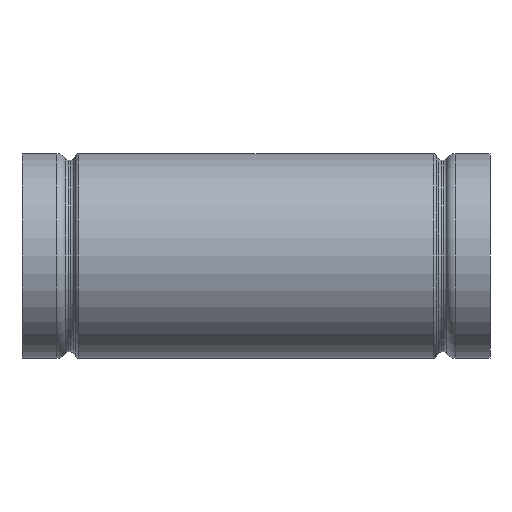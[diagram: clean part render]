
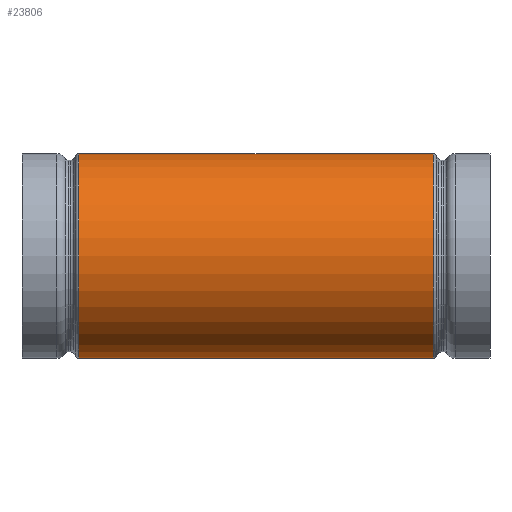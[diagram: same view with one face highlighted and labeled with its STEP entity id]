
A CAD part, front view. The second image highlights one B-rep face of the part: STEP entity #23806.
In plain terms, the highlighted cylindrical face has radius 44.45 mm (diameter 88.9 mm), a full revolution.
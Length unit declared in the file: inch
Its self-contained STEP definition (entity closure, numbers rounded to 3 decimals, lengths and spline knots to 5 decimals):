
#97 = EDGE_CURVE ( 'NONE', #18916, #18916, #17486, .T. ) ;
#832 = AXIS2_PLACEMENT_3D ( 'NONE', #18309, #26643, #14242 ) ;
#916 = CARTESIAN_POINT ( 'NONE',  ( -0.84132, 0.78523, 1.6307 ) ) ;
#1787 = CYLINDRICAL_SURFACE ( 'NONE', #17346, 1.75 ) ;
#3099 = CARTESIAN_POINT ( 'NONE',  ( 0., 0., -1.75 ) ) ;
#3662 = ORIENTED_EDGE ( 'NONE', *, *, #14228, .F. ) ;
#3762 = CARTESIAN_POINT ( 'NONE',  ( 0.84132, 0.78523, 1.6307 ) ) ;
#3850 = CARTESIAN_POINT ( 'NONE',  ( 1.51607, 1.415, 1.12834 ) ) ;
#5085 = CARTESIAN_POINT ( 'NONE',  ( -0.2805, 0.2618, 1.75 ) ) ;
#5814 = CARTESIAN_POINT ( 'NONE',  ( 0.70103, 0.6543, -1.66034 ) ) ;
#6069 = CARTESIAN_POINT ( 'NONE',  ( 0., 0., -1.75 ) ) ;
#6856 = CARTESIAN_POINT ( 'NONE',  ( 3.02999, -1.75, 0. ) ) ;
#6954 = CARTESIAN_POINT ( 'NONE',  ( -1.1788, 1.10021, -1.37963 ) ) ;
#7231 = CARTESIAN_POINT ( 'NONE',  ( 0., 0., 1.75 ) ) ;
#7793 = CARTESIAN_POINT ( 'NONE',  ( 1.84875, 1.7255, -0.48334 ) ) ;
#7902 = ORIENTED_EDGE ( 'NONE', *, *, #10648, .F. ) ;
#7984 = DIRECTION ( 'NONE',  ( -1., 0., 0. ) ) ;
#8853 = CARTESIAN_POINT ( 'NONE',  ( 0., 0., 1.75 ) ) ;
#8881 = EDGE_CURVE ( 'NONE', #20982, #15786, #15131, .T. ) ;
#9359 = DIRECTION ( 'NONE',  ( 0., -1., 0. ) ) ;
#9392 = EDGE_LOOP ( 'NONE', ( #3662 ) ) ;
#9417 = CARTESIAN_POINT ( 'NONE',  ( 0., 0., -1.75 ) ) ;
#9874 = ORIENTED_EDGE ( 'NONE', *, *, #97, .F. ) ;
#10648 = EDGE_CURVE ( 'NONE', #15786, #20982, #26237, .T. ) ;
#11405 = CARTESIAN_POINT ( 'NONE',  ( 1.8072, 1.68672, 0.56402 ) ) ;
#11452 = FACE_BOUND ( 'NONE', #25275, .T. ) ;
#11982 = AXIS2_PLACEMENT_3D ( 'NONE', #26369, #7984, #16064 ) ;
#13219 = CARTESIAN_POINT ( 'NONE',  ( -1.8072, 1.68672, 0.56402 ) ) ;
#14228 = EDGE_CURVE ( 'NONE', #22137, #22137, #25798, .T. ) ;
#14242 = DIRECTION ( 'NONE',  ( 0., -1., 0. ) ) ;
#15131 = B_SPLINE_CURVE_WITH_KNOTS ( 'NONE', 3,
 ( #3099, #17472, #21409, #6954, #19344, #23693, #15145, #13219, #17295, #916, #5085, #8853 ),
 .UNSPECIFIED., .F., .F.,
 ( 4, 1, 1, 1, 1, 1, 1, 1, 1, 4 ),
 ( 0., 0.14286, 0.21429, 0.28571, 0.42857, 0.52381, 0.57143, 0.71429, 0.85714, 1. ),
 .UNSPECIFIED. ) ;
#15145 = CARTESIAN_POINT ( 'NONE',  ( -1.89064, 1.7646, 0.04474 ) ) ;
#15634 = CARTESIAN_POINT ( 'NONE',  ( -1.53061, 0., 0. ) ) ;
#15786 = VERTEX_POINT ( 'NONE', #20115 ) ;
#15889 = EDGE_LOOP ( 'NONE', ( #9874 ) ) ;
#16060 = CARTESIAN_POINT ( 'NONE',  ( 0.2805, 0.2618, -1.75 ) ) ;
#16064 = DIRECTION ( 'NONE',  ( 0., 1., 0. ) ) ;
#16994 = FACE_OUTER_BOUND ( 'NONE', #15889, .T. ) ;
#17295 = CARTESIAN_POINT ( 'NONE',  ( -1.51607, 1.415, 1.12834 ) ) ;
#17346 = AXIS2_PLACEMENT_3D ( 'NONE', #15634, #24112, #9359 ) ;
#17472 = CARTESIAN_POINT ( 'NONE',  ( -0.2805, 0.2618, -1.75 ) ) ;
#17486 = CIRCLE ( 'NONE', #832, 1.75 ) ;
#17532 = ORIENTED_EDGE ( 'NONE', *, *, #8881, .F. ) ;
#17662 = CARTESIAN_POINT ( 'NONE',  ( 1.57847, 1.47324, -1.00742 ) ) ;
#17946 = FACE_OUTER_BOUND ( 'NONE', #9392, .T. ) ;
#18121 = CARTESIAN_POINT ( 'NONE',  ( 1.1788, 1.10021, -1.37963 ) ) ;
#18309 = CARTESIAN_POINT ( 'NONE',  ( 3.02999, 0., 0. ) ) ;
#18916 = VERTEX_POINT ( 'NONE', #6856 ) ;
#19344 = CARTESIAN_POINT ( 'NONE',  ( -1.57847, 1.47324, -1.00742 ) ) ;
#19420 = CARTESIAN_POINT ( 'NONE',  ( -3.02999, 1.75, 0. ) ) ;
#20115 = CARTESIAN_POINT ( 'NONE',  ( 0., 0., 1.75 ) ) ;
#20982 = VERTEX_POINT ( 'NONE', #6069 ) ;
#21409 = CARTESIAN_POINT ( 'NONE',  ( -0.70103, 0.6543, -1.66034 ) ) ;
#21701 = CARTESIAN_POINT ( 'NONE',  ( 0.2805, 0.2618, 1.75 ) ) ;
#22137 = VERTEX_POINT ( 'NONE', #19420 ) ;
#23693 = CARTESIAN_POINT ( 'NONE',  ( -1.84875, 1.7255, -0.48334 ) ) ;
#23711 = CARTESIAN_POINT ( 'NONE',  ( 1.89064, 1.7646, 0.04474 ) ) ;
#23806 = ADVANCED_FACE ( 'NONE', ( #16994, #11452, #17946 ), #1787, .T. ) ;
#24112 = DIRECTION ( 'NONE',  ( 1., 0., 0. ) ) ;
#25275 = EDGE_LOOP ( 'NONE', ( #17532, #7902 ) ) ;
#25798 = CIRCLE ( 'NONE', #11982, 1.75 ) ;
#26237 = B_SPLINE_CURVE_WITH_KNOTS ( 'NONE', 3,
 ( #7231, #21701, #3762, #3850, #11405, #23711, #7793, #17662, #18121, #5814, #16060, #9417 ),
 .UNSPECIFIED., .F., .F.,
 ( 4, 1, 1, 1, 1, 1, 1, 1, 1, 4 ),
 ( 0., 0.14286, 0.28571, 0.42857, 0.47619, 0.57143, 0.71429, 0.78571, 0.85714, 1. ),
 .UNSPECIFIED. ) ;
#26369 = CARTESIAN_POINT ( 'NONE',  ( -3.02999, 0., 0. ) ) ;
#26643 = DIRECTION ( 'NONE',  ( 1., 0., 0. ) ) ;
